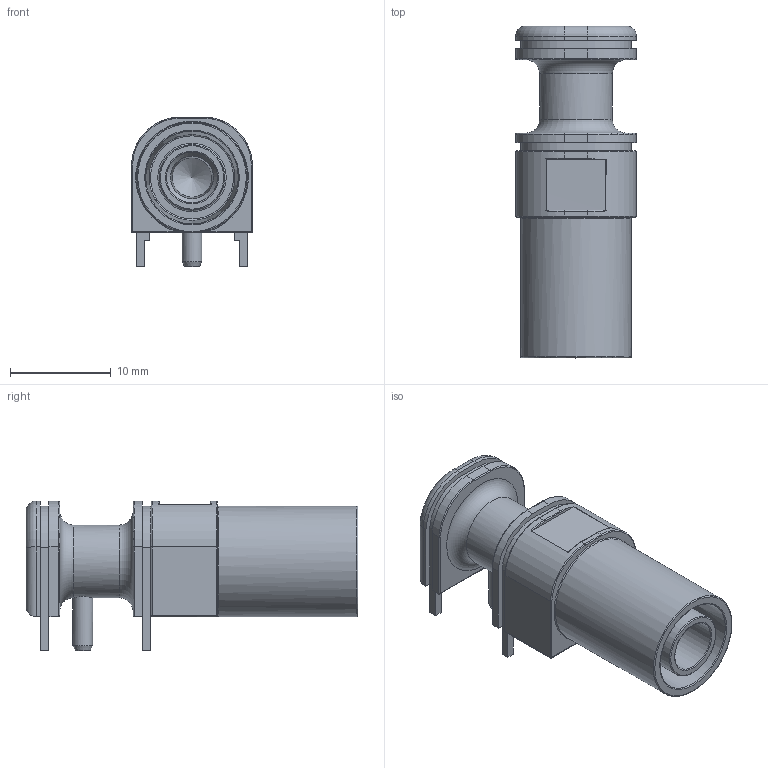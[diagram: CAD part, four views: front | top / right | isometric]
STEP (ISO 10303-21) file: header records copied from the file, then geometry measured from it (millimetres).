
FILE_DESCRIPTION(/* description */ ('Unknown'),/* implementation_level */ '2;1');
FILE_NAME(/* name */ '66.9040-22',/* time_stamp */ '2024-02-08T19:31:51+02:00',/* author */ ('Unknown'),/* organization */ ('Unknown'),/* preprocessor_version */ 'ST-DEVELOPER v18.102',/* originating_system */ 'Solid Edge',/* authorisation */ 'Unknown');
FILE_SCHEMA (('AUTOMOTIVE_DESIGN {1 0 10303 214 3 1 1}'));
Length unit declared in the file: millimetre
Products named in the file (1): 66.9040-22
Bounding box: 12 x 33 x 14.9 mm (x, y, z)
Volume: 2217.8 mm3; surface area: 3080.9 mm2
Topology: 1 solids, 1 shells, 158 faces, 415 edges, 263 vertices
Faces by surface type: plane 70, cylinder 49, torus 22, bspline 11, cone 5, sphere 1
Full cylindrical faces by diameter (mm): 1.956 x1, 5.054 x1, 6.508 x1, 7.232 x1, 11 x1
Entity records: 6497 total; most frequent: CARTESIAN_POINT 1640, ORIENTED_EDGE 770, DIRECTION 753, EDGE_CURVE 385, AXIS2_PLACEMENT_3D 262, VERTEX_POINT 256, LINE 229, VECTOR 229
